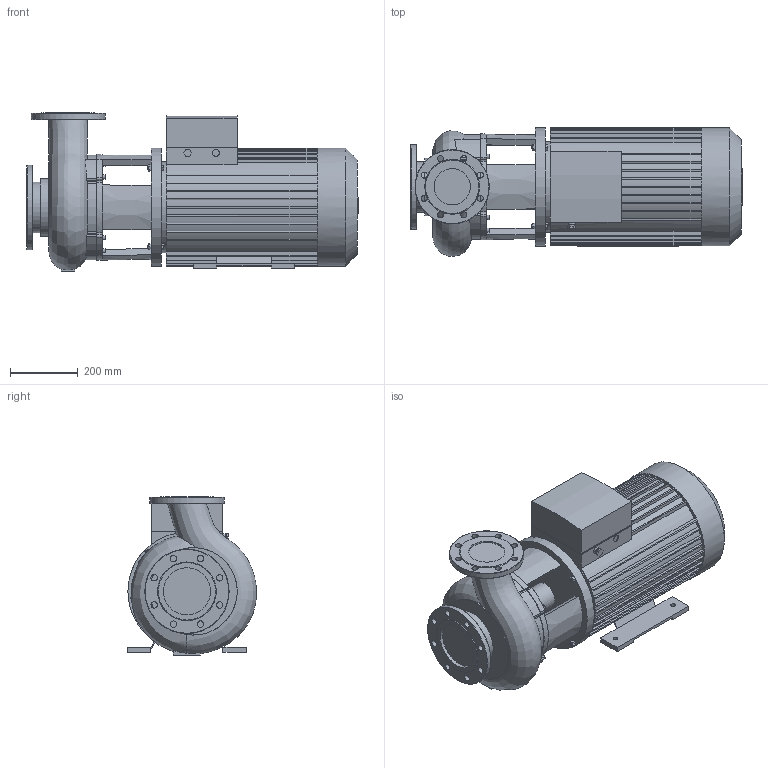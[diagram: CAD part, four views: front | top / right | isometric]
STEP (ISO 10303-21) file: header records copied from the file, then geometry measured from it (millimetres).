
FILE_DESCRIPTION(/* description */ (''),/* implementation_level */ '2;1');
FILE_NAME(/* name */ '3d_BL100_160-22_2-2121186.stp',/* time_stamp */ '2017-11-06T15:08:47+01:00',/* author */ ('Andrzej'),/* organization */ (''),/* preprocessor_version */ 'ST-DEVELOPER v16.13',/* originating_system */ 'AutoCAD Mechanical',/* authorisation */ '');
FILE_SCHEMA (('AUTOMOTIVE_DESIGN { 1 0 10303 214 3 1 1 }'));
Length unit declared in the file: millimetre
Products named in the file (1): Product
Bounding box: 983 x 381.88 x 469 mm (x, y, z)
Volume: 79938240.4 mm3; surface area: 2589803 mm2
Topology: 10 solids, 10 shells, 537 faces, 1404 edges, 912 vertices
Faces by surface type: plane 320, cylinder 169, bspline 29, cone 15, torus 4
Full cylindrical faces by diameter (mm): 10 x4, 13 x8, 14 x4, 16 x1, 18 x8, 19 x8, 20 x4, 80 x1, 107.1 x1, 139.7 x1, 149.7 x1, 169.7 x1, 220 x1, 250 x1, 258.7 x1, 269 x1, 349 x1, 350 x1
Entity records: 21277 total; most frequent: CARTESIAN_POINT 8102, DIRECTION 2697, ORIENTED_EDGE 2666, EDGE_CURVE 1333, AXIS2_PLACEMENT_3D 945, VERTEX_POINT 900, LINE 807, VECTOR 807
